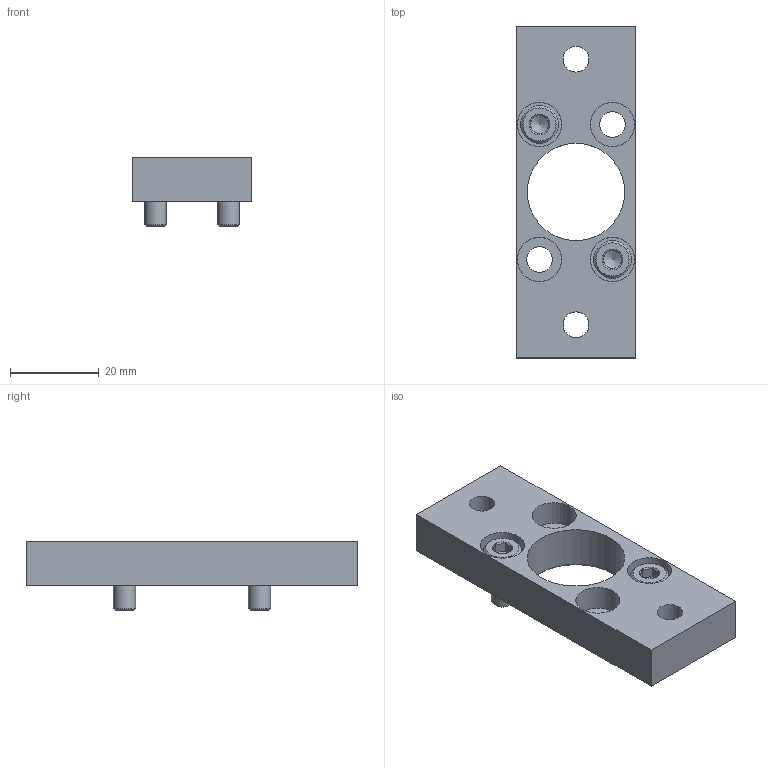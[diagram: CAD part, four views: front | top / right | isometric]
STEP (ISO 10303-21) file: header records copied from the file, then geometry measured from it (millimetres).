
FILE_DESCRIPTION(/* description */ ('STEP AP214'),/* implementation_level */ '2;1');
FILE_NAME(/* name */ '151928_FZS-25',/* time_stamp */ '2024-08-28T19:49:48+02:00',/* author */ ('License CC BY-ND 4.0'),/* organization */ ('CADENAS'),/* preprocessor_version */ 'ST-DEVELOPER v19.3',/* originating_system */ 'PARTsolutions',/* authorisation */ ' ');
FILE_SCHEMA (('AUTOMOTIVE_DESIGN {1 0 10303 214 3 1 1}'));
Length unit declared in the file: millimetre
Products named in the file (3): 151928 FZS-25; 151928 FZS-25_p; DIN-912 - M5x10(F)
Assembly tree (3 placements, depth 2):
  151928 FZS-25
    151928 FZS-25_p
    DIN-912 - M5x10(F)  x2
Bounding box: 27 x 75 x 15.7 mm (x, y, z)
Volume: 13942.8 mm3; surface area: 8075.3 mm2
Topology: 3 solids, 3 shells, 82 faces, 173 edges, 105 vertices
Faces by surface type: plane 42, cone 23, cylinder 17
Full cylindrical faces by diameter (mm): 5 x2, 5.8 x6, 8.5 x2, 10 x6, 22 x1
Entity records: 1377 total; most frequent: DIRECTION 240, CARTESIAN_POINT 227, ORIENTED_EDGE 166, AXIS2_PLACEMENT_3D 105, FACE_BOUND 97, EDGE_LOOP 96, EDGE_CURVE 83, VERTEX_POINT 62
